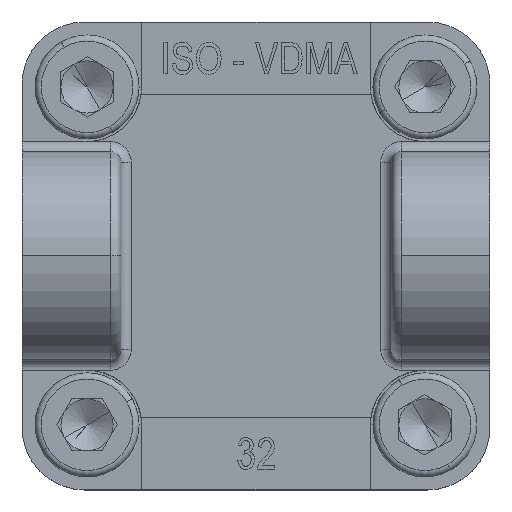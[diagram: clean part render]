
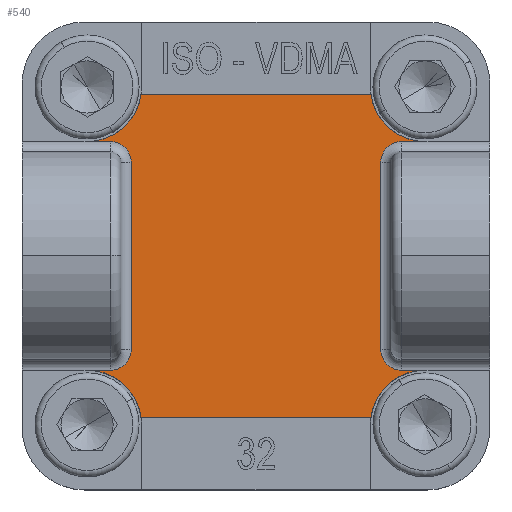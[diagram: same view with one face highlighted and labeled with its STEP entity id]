
A CAD part, top view. The second image highlights one B-rep face of the part: STEP entity #540.
In plain terms, the highlighted planar face has unit normal (0, 0, 1).
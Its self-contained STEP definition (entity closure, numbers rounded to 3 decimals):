
#27 = ORIENTED_EDGE ( 'NONE', *, *, #3751, .F. ) ;
#109 = VERTEX_POINT ( 'NONE', #6504 ) ;
#268 = DIRECTION ( 'NONE',  ( -1., 0., 0. ) ) ;
#276 = DIRECTION ( 'NONE',  ( 0., 0., -1. ) ) ;
#279 = AXIS2_PLACEMENT_3D ( 'NONE', #10052, #2242, #8307 ) ;
#284 = AXIS2_PLACEMENT_3D ( 'NONE', #8569, #2517, #8515 ) ;
#288 = VERTEX_POINT ( 'NONE', #1492 ) ;
#311 = DIRECTION ( 'NONE',  ( -1., 0., 0. ) ) ;
#333 = AXIS2_PLACEMENT_3D ( 'NONE', #2693, #3441, #7001 ) ;
#378 = ORIENTED_EDGE ( 'NONE', *, *, #10356, .T. ) ;
#512 = LINE ( 'NONE', #5045, #4141 ) ;
#536 = EDGE_CURVE ( 'NONE', #1181, #6746, #4218, .T. ) ;
#540 = ADVANCED_FACE ( 'NONE', ( #3162 ), #2135, .F. ) ;
#587 = DIRECTION ( 'NONE',  ( -1., 0., 0. ) ) ;
#643 = ORIENTED_EDGE ( 'NONE', *, *, #8636, .T. ) ;
#829 = CIRCLE ( 'NONE', #8276, 5.25 ) ;
#882 = CARTESIAN_POINT ( 'NONE',  ( -16.25, 11., 9. ) ) ;
#887 = LINE ( 'NONE', #3442, #3212 ) ;
#1020 = CIRCLE ( 'NONE', #284, 2. ) ;
#1049 = EDGE_CURVE ( 'NONE', #288, #10863, #1020, .T. ) ;
#1053 = EDGE_CURVE ( 'NONE', #109, #1827, #7528, .T. ) ;
#1107 = DIRECTION ( 'NONE',  ( 1., 0., 0. ) ) ;
#1181 = VERTEX_POINT ( 'NONE', #8970 ) ;
#1394 = ORIENTED_EDGE ( 'NONE', *, *, #1053, .T. ) ;
#1452 = ORIENTED_EDGE ( 'NONE', *, *, #2178, .T. ) ;
#1473 = VECTOR ( 'NONE', #1107, 1000. ) ;
#1492 = CARTESIAN_POINT ( 'NONE',  ( 14., -11., 9. ) ) ;
#1627 = DIRECTION ( 'NONE',  ( 0., -1., 0. ) ) ;
#1652 = ORIENTED_EDGE ( 'NONE', *, *, #1974, .T. ) ;
#1697 = CARTESIAN_POINT ( 'NONE',  ( 14., 9., 9. ) ) ;
#1698 = DIRECTION ( 'NONE',  ( 1., 0., 0. ) ) ;
#1765 = CARTESIAN_POINT ( 'NONE',  ( 0., -11., 9. ) ) ;
#1827 = VERTEX_POINT ( 'NONE', #5379 ) ;
#1909 = EDGE_CURVE ( 'NONE', #9496, #3830, #2500, .T. ) ;
#1948 = AXIS2_PLACEMENT_3D ( 'NONE', #11132, #6703, #311 ) ;
#1974 = EDGE_CURVE ( 'NONE', #4773, #11443, #9760, .T. ) ;
#2060 = CARTESIAN_POINT ( 'NONE',  ( -14., -9., 9. ) ) ;
#2135 = PLANE ( 'NONE',  #4743 ) ;
#2178 = EDGE_CURVE ( 'NONE', #6746, #288, #9746, .T. ) ;
#2242 = DIRECTION ( 'NONE',  ( 0., 0., -1. ) ) ;
#2500 = CIRCLE ( 'NONE', #1948, 5.25 ) ;
#2517 = DIRECTION ( 'NONE',  ( 0., 0., -1. ) ) ;
#2657 = VERTEX_POINT ( 'NONE', #7845 ) ;
#2693 = CARTESIAN_POINT ( 'NONE',  ( 16.25, 16.25, 9. ) ) ;
#2921 = LINE ( 'NONE', #7517, #5945 ) ;
#3035 = EDGE_CURVE ( 'NONE', #4189, #10096, #829, .T. ) ;
#3111 = CARTESIAN_POINT ( 'NONE',  ( 0., -11., 9. ) ) ;
#3162 = FACE_OUTER_BOUND ( 'NONE', #10382, .T. ) ;
#3212 = VECTOR ( 'NONE', #7002, 1000. ) ;
#3441 = DIRECTION ( 'NONE',  ( 0., 0., -1. ) ) ;
#3442 = CARTESIAN_POINT ( 'NONE',  ( -22.5, -15.5, 9. ) ) ;
#3493 = CARTESIAN_POINT ( 'NONE',  ( 16.25, 11., 9. ) ) ;
#3751 = EDGE_CURVE ( 'NONE', #4189, #8966, #8801, .T. ) ;
#3787 = CARTESIAN_POINT ( 'NONE',  ( -14., -11., 9. ) ) ;
#3830 = VERTEX_POINT ( 'NONE', #6868 ) ;
#4141 = VECTOR ( 'NONE', #9651, 1000. ) ;
#4189 = VERTEX_POINT ( 'NONE', #6329 ) ;
#4218 = CIRCLE ( 'NONE', #279, 5.25 ) ;
#4661 = EDGE_CURVE ( 'NONE', #8388, #10077, #512, .T. ) ;
#4743 = AXIS2_PLACEMENT_3D ( 'NONE', #5685, #11147, #268 ) ;
#4773 = VERTEX_POINT ( 'NONE', #8076 ) ;
#4850 = ORIENTED_EDGE ( 'NONE', *, *, #4894, .T. ) ;
#4894 = EDGE_CURVE ( 'NONE', #11443, #9496, #10051, .T. ) ;
#5045 = CARTESIAN_POINT ( 'NONE',  ( 22.5, 11., 9. ) ) ;
#5198 = DIRECTION ( 'NONE',  ( 0., 0., -1. ) ) ;
#5363 = CIRCLE ( 'NONE', #333, 5.25 ) ;
#5379 = CARTESIAN_POINT ( 'NONE',  ( -12., 9., 9. ) ) ;
#5387 = EDGE_CURVE ( 'NONE', #1181, #3830, #887, .T. ) ;
#5408 = DIRECTION ( 'NONE',  ( 0., 0., -1. ) ) ;
#5407 = CIRCLE ( 'NONE', #10239, 2. ) ;
#5483 = LINE ( 'NONE', #5654, #1473 ) ;
#5654 = CARTESIAN_POINT ( 'NONE',  ( 22.5, 11., 9. ) ) ;
#5685 = CARTESIAN_POINT ( 'NONE',  ( 0., 0., 9. ) ) ;
#5774 = ORIENTED_EDGE ( 'NONE', *, *, #10589, .T. ) ;
#5915 = ORIENTED_EDGE ( 'NONE', *, *, #536, .T. ) ;
#5945 = VECTOR ( 'NONE', #6584, 1000. ) ;
#5993 = VECTOR ( 'NONE', #1698, 1000. ) ;
#6040 = AXIS2_PLACEMENT_3D ( 'NONE', #7693, #5198, #587 ) ;
#6142 = EDGE_CURVE ( 'NONE', #10077, #8966, #5363, .T. ) ;
#6175 = CARTESIAN_POINT ( 'NONE',  ( -22.5, 15.5, 9. ) ) ;
#6329 = CARTESIAN_POINT ( 'NONE',  ( -11.054, 15.5, 9. ) ) ;
#6495 = DIRECTION ( 'NONE',  ( -1., 0., 0. ) ) ;
#6504 = CARTESIAN_POINT ( 'NONE',  ( -14., 11., 9. ) ) ;
#6525 = CARTESIAN_POINT ( 'NONE',  ( 14., 11., 9. ) ) ;
#6584 = DIRECTION ( 'NONE',  ( 0., 1., 0. ) ) ;
#6587 = VECTOR ( 'NONE', #8871, 1000. ) ;
#6662 = CARTESIAN_POINT ( 'NONE',  ( -16.25, 16.25, 9. ) ) ;
#6703 = DIRECTION ( 'NONE',  ( 0., 0., -1. ) ) ;
#6746 = VERTEX_POINT ( 'NONE', #10276 ) ;
#6868 = CARTESIAN_POINT ( 'NONE',  ( -11.054, -15.5, 9. ) ) ;
#6918 = CARTESIAN_POINT ( 'NONE',  ( -16.25, -11., 9. ) ) ;
#7001 = DIRECTION ( 'NONE',  ( -1., 0., 0. ) ) ;
#7002 = DIRECTION ( 'NONE',  ( -1., 0., 0. ) ) ;
#7126 = VECTOR ( 'NONE', #11039, 1000. ) ;
#7517 = CARTESIAN_POINT ( 'NONE',  ( 12., 11., 9. ) ) ;
#7526 = DIRECTION ( 'NONE',  ( -1., 0., 0. ) ) ;
#7528 = CIRCLE ( 'NONE', #6040, 2. ) ;
#7634 = ORIENTED_EDGE ( 'NONE', *, *, #6142, .T. ) ;
#7693 = CARTESIAN_POINT ( 'NONE',  ( -14., 9., 9. ) ) ;
#7845 = CARTESIAN_POINT ( 'NONE',  ( 12., 9., 9. ) ) ;
#7902 = CARTESIAN_POINT ( 'NONE',  ( 11.054, 15.5, 9. ) ) ;
#8076 = CARTESIAN_POINT ( 'NONE',  ( -12., -9., 9. ) ) ;
#8272 = AXIS2_PLACEMENT_3D ( 'NONE', #2060, #8291, #7526 ) ;
#8276 = AXIS2_PLACEMENT_3D ( 'NONE', #6662, #5408, #8964 ) ;
#8291 = DIRECTION ( 'NONE',  ( 0., 0., -1. ) ) ;
#8307 = DIRECTION ( 'NONE',  ( -1., 0., 0. ) ) ;
#8374 = EDGE_CURVE ( 'NONE', #10863, #2657, #2921, .T. ) ;
#8388 = VERTEX_POINT ( 'NONE', #6525 ) ;
#8515 = DIRECTION ( 'NONE',  ( -1., 0., 0. ) ) ;
#8569 = CARTESIAN_POINT ( 'NONE',  ( 14., -9., 9. ) ) ;
#8636 = EDGE_CURVE ( 'NONE', #2657, #8388, #5407, .T. ) ;
#8760 = ORIENTED_EDGE ( 'NONE', *, *, #8374, .T. ) ;
#8775 = ORIENTED_EDGE ( 'NONE', *, *, #1049, .T. ) ;
#8801 = LINE ( 'NONE', #6175, #5993 ) ;
#8871 = DIRECTION ( 'NONE',  ( -1., 0., 0. ) ) ;
#8964 = DIRECTION ( 'NONE',  ( -1., 0., 0. ) ) ;
#8966 = VERTEX_POINT ( 'NONE', #7902 ) ;
#8970 = CARTESIAN_POINT ( 'NONE',  ( 11.054, -15.5, 9. ) ) ;
#9253 = CARTESIAN_POINT ( 'NONE',  ( 12., -9., 9. ) ) ;
#9426 = ORIENTED_EDGE ( 'NONE', *, *, #4661, .T. ) ;
#9496 = VERTEX_POINT ( 'NONE', #6918 ) ;
#9651 = DIRECTION ( 'NONE',  ( 1., 0., 0. ) ) ;
#9665 = CARTESIAN_POINT ( 'NONE',  ( -12., -11., 9. ) ) ;
#9746 = LINE ( 'NONE', #1765, #6587 ) ;
#9760 = CIRCLE ( 'NONE', #8272, 2. ) ;
#10051 = LINE ( 'NONE', #3111, #7126 ) ;
#10052 = CARTESIAN_POINT ( 'NONE',  ( 16.25, -16.25, 9. ) ) ;
#10077 = VERTEX_POINT ( 'NONE', #3493 ) ;
#10096 = VERTEX_POINT ( 'NONE', #882 ) ;
#10239 = AXIS2_PLACEMENT_3D ( 'NONE', #1697, #276, #6495 ) ;
#10276 = CARTESIAN_POINT ( 'NONE',  ( 16.25, -11., 9. ) ) ;
#10315 = ORIENTED_EDGE ( 'NONE', *, *, #5387, .F. ) ;
#10356 = EDGE_CURVE ( 'NONE', #10096, #109, #5483, .T. ) ;
#10382 = EDGE_LOOP ( 'NONE', ( #5774, #1652, #4850, #11351, #10315, #5915, #1452, #8775, #8760, #643, #9426, #7634, #27, #11419, #378, #1394 ) ) ;
#10409 = VECTOR ( 'NONE', #1627, 1000. ) ;
#10481 = LINE ( 'NONE', #9665, #10409 ) ;
#10589 = EDGE_CURVE ( 'NONE', #1827, #4773, #10481, .T. ) ;
#10863 = VERTEX_POINT ( 'NONE', #9253 ) ;
#11039 = DIRECTION ( 'NONE',  ( -1., 0., 0. ) ) ;
#11132 = CARTESIAN_POINT ( 'NONE',  ( -16.25, -16.25, 9. ) ) ;
#11147 = DIRECTION ( 'NONE',  ( 0., 0., -1. ) ) ;
#11351 = ORIENTED_EDGE ( 'NONE', *, *, #1909, .T. ) ;
#11419 = ORIENTED_EDGE ( 'NONE', *, *, #3035, .T. ) ;
#11443 = VERTEX_POINT ( 'NONE', #3787 ) ;
